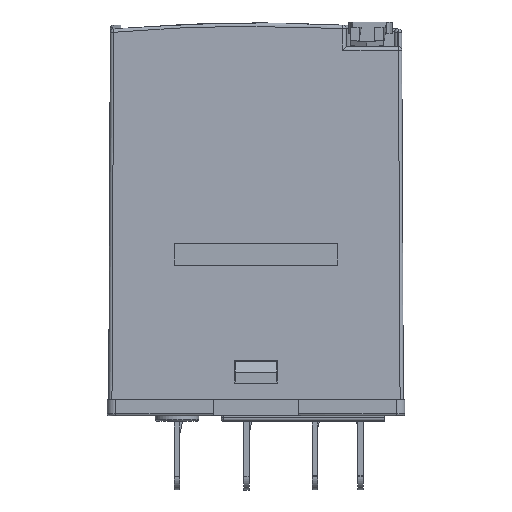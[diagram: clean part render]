
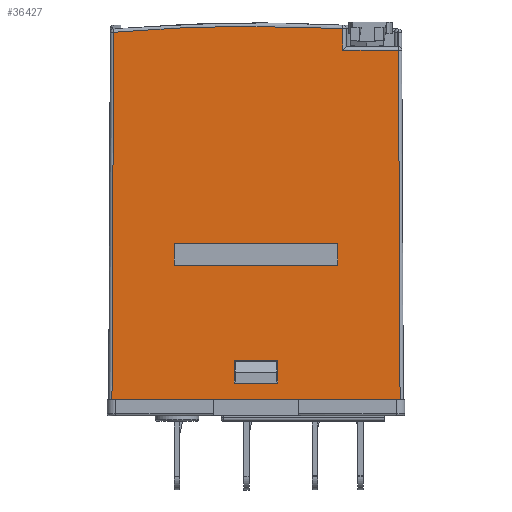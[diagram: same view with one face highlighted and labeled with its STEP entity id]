
A CAD part, left-side view. The second image highlights one B-rep face of the part: STEP entity #36427.
In plain terms, the highlighted face is planar.
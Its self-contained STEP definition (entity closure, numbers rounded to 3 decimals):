
#565 = EDGE_CURVE ( 'NONE', #24028, #28621, #29026, .T. ) ;
#766 = ORIENTED_EDGE ( 'NONE', *, *, #30314, .T. ) ;
#835 = CARTESIAN_POINT ( 'NONE',  ( -7.5, -10.397, 12. ) ) ;
#842 = CARTESIAN_POINT ( 'NONE',  ( -6.065, -10.301, 33.942 ) ) ;
#1117 = VERTEX_POINT ( 'NONE', #16816 ) ;
#1682 = CARTESIAN_POINT ( 'NONE',  ( 7.5, -10.388, 14.001 ) ) ;
#1911 = LINE ( 'NONE', #5469, #12844 ) ;
#2363 = LINE ( 'NONE', #27691, #14378 ) ;
#2822 = CARTESIAN_POINT ( 'NONE',  ( -7.5, -10.388, 14. ) ) ;
#2964 = EDGE_CURVE ( 'NONE', #24028, #25974, #40713, .T. ) ;
#3221 = EDGE_CURVE ( 'NONE', #27096, #25974, #2363, .T. ) ;
#3588 = FACE_BOUND ( 'NONE', #44322, .T. ) ;
#4368 = VERTEX_POINT ( 'NONE', #34850 ) ;
#4388 = DIRECTION ( 'NONE',  ( 1., 0., 0. ) ) ;
#4627 = VECTOR ( 'NONE', #30545, 1000. ) ;
#4744 = DIRECTION ( 'NONE',  ( -1., 0., 0. ) ) ;
#4789 = EDGE_CURVE ( 'NONE', #44136, #11060, #34108, .T. ) ;
#5267 = VECTOR ( 'NONE', #4744, 1000. ) ;
#5469 = CARTESIAN_POINT ( 'NONE',  ( -2., -10.434, 3.3 ) ) ;
#5525 = CARTESIAN_POINT ( 'NONE',  ( 7.5, -10.397, 12. ) ) ;
#7100 = DIRECTION ( 'NONE',  ( 1., 0., 0. ) ) ;
#7649 = EDGE_LOOP ( 'NONE', ( #19760, #27914, #766, #9615, #35270, #43363 ) ) ;
#9336 = VERTEX_POINT ( 'NONE', #835 ) ;
#9615 = ORIENTED_EDGE ( 'NONE', *, *, #34333, .T. ) ;
#9691 = LINE ( 'NONE', #29321, #40718 ) ;
#9804 = EDGE_CURVE ( 'NONE', #40857, #9336, #12304, .T. ) ;
#11060 = VERTEX_POINT ( 'NONE', #25640 ) ;
#11862 = EDGE_CURVE ( 'NONE', #1117, #32812, #37296, .T. ) ;
#12304 = LINE ( 'NONE', #29354, #19700 ) ;
#12595 = ORIENTED_EDGE ( 'NONE', *, *, #22694, .F. ) ;
#12844 = VECTOR ( 'NONE', #23229, 1000. ) ;
#13052 = EDGE_CURVE ( 'NONE', #11060, #40857, #20586, .T. ) ;
#13348 = DIRECTION ( 'NONE',  ( 0., -0.004, -1. ) ) ;
#14378 = VECTOR ( 'NONE', #42111, 1000. ) ;
#14618 = CARTESIAN_POINT ( 'NONE',  ( -13.2, -10.45, -0.3 ) ) ;
#14846 = ORIENTED_EDGE ( 'NONE', *, *, #4789, .F. ) ;
#15928 = VECTOR ( 'NONE', #18740, 1000. ) ;
#16250 = VECTOR ( 'NONE', #13348, 1000. ) ;
#16666 = VECTOR ( 'NONE', #25033, 1000. ) ;
#16816 = CARTESIAN_POINT ( 'NONE',  ( -2., -10.443, 1.2 ) ) ;
#17269 = DIRECTION ( 'NONE',  ( -1., 0., 0. ) ) ;
#18218 = VECTOR ( 'NONE', #4388, 1000. ) ;
#18279 = DIRECTION ( 'NONE',  ( 0., 0.004, 1. ) ) ;
#18740 = DIRECTION ( 'NONE',  ( 0., 0.004, 1. ) ) ;
#19586 = AXIS2_PLACEMENT_3D ( 'NONE', #22061, #22515, #18279 ) ;
#19700 = VECTOR ( 'NONE', #41175, 1000. ) ;
#19760 = ORIENTED_EDGE ( 'NONE', *, *, #565, .T. ) ;
#20586 = LINE ( 'NONE', #2822, #38413 ) ;
#21469 = CARTESIAN_POINT ( 'NONE',  ( 13.046, -10.299, 34.47 ) ) ;
#21837 = VERTEX_POINT ( 'NONE', #42791 ) ;
#21924 = CARTESIAN_POINT ( 'NONE',  ( 7.95, -10.302, 33.693 ) ) ;
#22061 = CARTESIAN_POINT ( 'NONE',  ( -45., -10.3, 34.213 ) ) ;
#22156 = CARTESIAN_POINT ( 'NONE',  ( 0.947, -10.301, 34.06 ) ) ;
#22515 = DIRECTION ( 'NONE',  ( 0., 1., -0.004 ) ) ;
#22662 = ORIENTED_EDGE ( 'NONE', *, *, #9804, .F. ) ;
#22694 = EDGE_CURVE ( 'NONE', #43717, #1117, #42449, .T. ) ;
#23229 = DIRECTION ( 'NONE',  ( 1., 0., 0. ) ) ;
#23347 = CARTESIAN_POINT ( 'NONE',  ( -45., -10.311, 31.701 ) ) ;
#24028 = VERTEX_POINT ( 'NONE', #42916 ) ;
#24613 = VECTOR ( 'NONE', #40371, 1000. ) ;
#24930 = EDGE_LOOP ( 'NONE', ( #28543, #14846, #30758, #22662 ) ) ;
#25033 = DIRECTION ( 'NONE',  ( 0., 0.004, 1. ) ) ;
#25477 = CARTESIAN_POINT ( 'NONE',  ( -2., -10.443, 1.2 ) ) ;
#25640 = CARTESIAN_POINT ( 'NONE',  ( 7.5, -10.388, 14. ) ) ;
#25974 = VERTEX_POINT ( 'NONE', #14618 ) ;
#27096 = VERTEX_POINT ( 'NONE', #42603 ) ;
#27122 = DIRECTION ( 'NONE',  ( -1., 0., 0. ) ) ;
#27691 = CARTESIAN_POINT ( 'NONE',  ( -13.048, -10.301, 34.072 ) ) ;
#27914 = ORIENTED_EDGE ( 'NONE', *, *, #42102, .T. ) ;
#28543 = ORIENTED_EDGE ( 'NONE', *, *, #13052, .F. ) ;
#28621 = VERTEX_POINT ( 'NONE', #38400 ) ;
#29026 = LINE ( 'NONE', #21469, #24613 ) ;
#29321 = CARTESIAN_POINT ( 'NONE',  ( -7.5, -10.397, 12. ) ) ;
#29354 = CARTESIAN_POINT ( 'NONE',  ( -7.5, -10.388, 14.001 ) ) ;
#29415 = ORIENTED_EDGE ( 'NONE', *, *, #11862, .F. ) ;
#29749 = EDGE_CURVE ( 'NONE', #43717, #4368, #1911, .T. ) ;
#30314 = EDGE_CURVE ( 'NONE', #21837, #34835, #31196, .T. ) ;
#30377 = CARTESIAN_POINT ( 'NONE',  ( -7.5, -10.388, 14. ) ) ;
#30545 = DIRECTION ( 'NONE',  ( 0., 0.004, 1. ) ) ;
#30758 = ORIENTED_EDGE ( 'NONE', *, *, #36778, .F. ) ;
#30799 = EDGE_CURVE ( 'NONE', #32812, #4368, #37195, .T. ) ;
#31196 = LINE ( 'NONE', #38763, #16666 ) ;
#32812 = VERTEX_POINT ( 'NONE', #44883 ) ;
#33157 = FACE_BOUND ( 'NONE', #24930, .T. ) ;
#33737 = CARTESIAN_POINT ( 'NONE',  ( -13.051, -10.304, 33.339 ) ) ;
#34108 = LINE ( 'NONE', #1682, #4627 ) ;
#34333 = EDGE_CURVE ( 'NONE', #34835, #27096, #42949, .T. ) ;
#34835 = VERTEX_POINT ( 'NONE', #44313 ) ;
#34850 = CARTESIAN_POINT ( 'NONE',  ( 2., -10.434, 3.3 ) ) ;
#34885 = CARTESIAN_POINT ( 'NONE',  ( -2., -10.433, 3.691 ) ) ;
#35270 = ORIENTED_EDGE ( 'NONE', *, *, #3221, .T. ) ;
#36250 = PLANE ( 'NONE',  #19586 ) ;
#36427 = ADVANCED_FACE ( 'NONE', ( #33157, #3588, #40494 ), #36250, .F. ) ;
#36778 = EDGE_CURVE ( 'NONE', #9336, #44136, #9691, .T. ) ;
#37195 = LINE ( 'NONE', #40981, #15928 ) ;
#37296 = LINE ( 'NONE', #25477, #18218 ) ;
#38010 = LINE ( 'NONE', #23347, #41036 ) ;
#38400 = CARTESIAN_POINT ( 'NONE',  ( 13.058, -10.311, 31.701 ) ) ;
#38413 = VECTOR ( 'NONE', #17269, 1000. ) ;
#38635 = ORIENTED_EDGE ( 'NONE', *, *, #29749, .T. ) ;
#38763 = CARTESIAN_POINT ( 'NONE',  ( 7.95, -10.302, 33.677 ) ) ;
#40371 = DIRECTION ( 'NONE',  ( -0.004, 0.004, 1. ) ) ;
#40494 = FACE_OUTER_BOUND ( 'NONE', #7649, .T. ) ;
#40713 = LINE ( 'NONE', #40960, #5267 ) ;
#40718 = VECTOR ( 'NONE', #7100, 1000. ) ;
#40857 = VERTEX_POINT ( 'NONE', #30377 ) ;
#40960 = CARTESIAN_POINT ( 'NONE',  ( 13.5, -10.45, -0.3 ) ) ;
#40981 = CARTESIAN_POINT ( 'NONE',  ( 2., -10.433, 3.691 ) ) ;
#41036 = VECTOR ( 'NONE', #27122, 1000. ) ;
#41071 = ORIENTED_EDGE ( 'NONE', *, *, #30799, .F. ) ;
#41175 = DIRECTION ( 'NONE',  ( 0., -0.004, -1. ) ) ;
#42102 = EDGE_CURVE ( 'NONE', #28621, #21837, #38010, .T. ) ;
#42111 = DIRECTION ( 'NONE',  ( -0.004, -0.004, -1. ) ) ;
#42449 = LINE ( 'NONE', #34885, #16250 ) ;
#42478 = CARTESIAN_POINT ( 'NONE',  ( -2., -10.434, 3.3 ) ) ;
#42603 = CARTESIAN_POINT ( 'NONE',  ( -13.051, -10.304, 33.339 ) ) ;
#42791 = CARTESIAN_POINT ( 'NONE',  ( 7.95, -10.311, 31.701 ) ) ;
#42916 = CARTESIAN_POINT ( 'NONE',  ( 13.2, -10.45, -0.3 ) ) ;
#42949 =( BOUNDED_CURVE ( )  B_SPLINE_CURVE ( 3, ( #21924, #22156, #842, #33737 ),
 .UNSPECIFIED., .F., .F. ) 
 B_SPLINE_CURVE_WITH_KNOTS ( ( 4, 4 ),
 ( 3.089, 3.228 ),
 .UNSPECIFIED. ) 
 CURVE ( )  GEOMETRIC_REPRESENTATION_ITEM ( )  RATIONAL_B_SPLINE_CURVE ( ( 1., 0.998, 0.998, 1. ) ) 
 REPRESENTATION_ITEM ( '' )  );
#43363 = ORIENTED_EDGE ( 'NONE', *, *, #2964, .F. ) ;
#43717 = VERTEX_POINT ( 'NONE', #42478 ) ;
#44136 = VERTEX_POINT ( 'NONE', #5525 ) ;
#44313 = CARTESIAN_POINT ( 'NONE',  ( 7.95, -10.302, 33.693 ) ) ;
#44322 = EDGE_LOOP ( 'NONE', ( #12595, #38635, #41071, #29415 ) ) ;
#44883 = CARTESIAN_POINT ( 'NONE',  ( 2., -10.443, 1.2 ) ) ;
